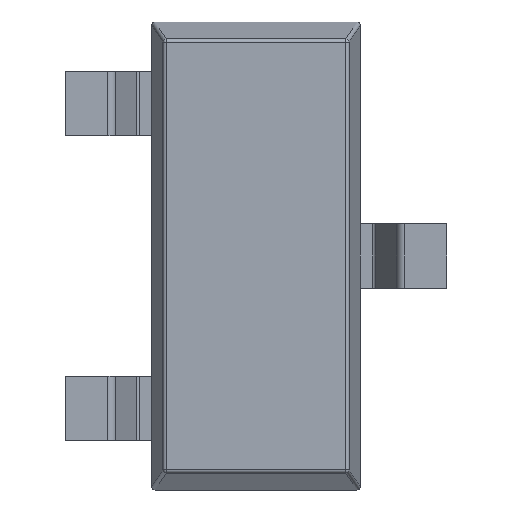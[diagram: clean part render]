
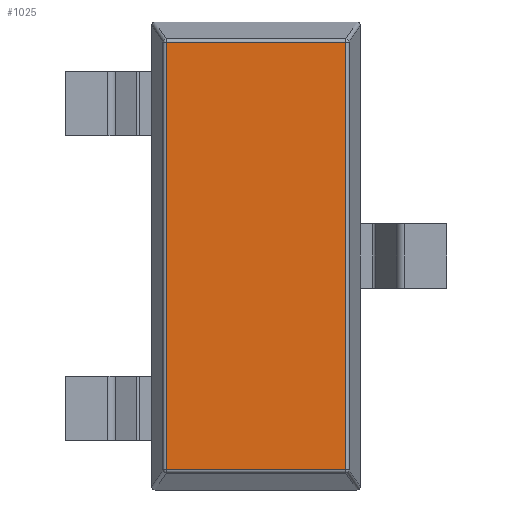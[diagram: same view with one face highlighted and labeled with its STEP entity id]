
A CAD part, front view. The second image highlights one B-rep face of the part: STEP entity #1025.
In plain terms, the highlighted planar face has unit normal (0, -1, 0).
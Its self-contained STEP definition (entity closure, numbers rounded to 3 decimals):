
#276 = DIRECTION ( 'NONE',  ( 0., 0., -1. ) ) ;
#282 = FACE_OUTER_BOUND ( 'NONE', #2213, .T. ) ;
#415 = CARTESIAN_POINT ( 'NONE',  ( 0.561, -0.48, 1.335 ) ) ;
#508 = LINE ( 'NONE', #727, #2579 ) ;
#563 = ORIENTED_EDGE ( 'NONE', *, *, #1251, .T. ) ;
#616 = VERTEX_POINT ( 'NONE', #1797 ) ;
#727 = CARTESIAN_POINT ( 'NONE',  ( -0.561, -0.48, 1.46 ) ) ;
#737 = CARTESIAN_POINT ( 'NONE',  ( 0.561, -0.48, -1.335 ) ) ;
#983 = LINE ( 'NONE', #1464, #2266 ) ;
#995 = LINE ( 'NONE', #1261, #1734 ) ;
#1002 = DIRECTION ( 'NONE',  ( -1., 0., 0. ) ) ;
#1025 = ADVANCED_FACE ( 'NONE', ( #282 ), #1760, .F. ) ;
#1206 = EDGE_CURVE ( 'NONE', #616, #2114, #508, .T. ) ;
#1251 = EDGE_CURVE ( 'NONE', #1435, #616, #983, .T. ) ;
#1261 = CARTESIAN_POINT ( 'NONE',  ( 0.578, -0.48, -1.335 ) ) ;
#1435 = VERTEX_POINT ( 'NONE', #415 ) ;
#1440 = DIRECTION ( 'NONE',  ( 1., 0., 0. ) ) ;
#1450 = EDGE_CURVE ( 'NONE', #2114, #2025, #995, .T. ) ;
#1464 = CARTESIAN_POINT ( 'NONE',  ( 0.578, -0.48, 1.335 ) ) ;
#1539 = ORIENTED_EDGE ( 'NONE', *, *, #1206, .T. ) ;
#1690 = EDGE_CURVE ( 'NONE', #2025, #1435, #2304, .T. ) ;
#1714 = ORIENTED_EDGE ( 'NONE', *, *, #1690, .T. ) ;
#1734 = VECTOR ( 'NONE', #1440, 1000. ) ;
#1760 = PLANE ( 'NONE',  #3232 ) ;
#1797 = CARTESIAN_POINT ( 'NONE',  ( -0.561, -0.48, 1.335 ) ) ;
#2008 = DIRECTION ( 'NONE',  ( 0., 1., 0. ) ) ;
#2018 = CARTESIAN_POINT ( 'NONE',  ( 0.561, -0.48, 1.46 ) ) ;
#2025 = VERTEX_POINT ( 'NONE', #737 ) ;
#2114 = VERTEX_POINT ( 'NONE', #2754 ) ;
#2213 = EDGE_LOOP ( 'NONE', ( #1714, #563, #1539, #2581 ) ) ;
#2266 = VECTOR ( 'NONE', #1002, 1000. ) ;
#2304 = LINE ( 'NONE', #2018, #2797 ) ;
#2565 = DIRECTION ( 'NONE',  ( 0., 0., 1. ) ) ;
#2579 = VECTOR ( 'NONE', #276, 1000. ) ;
#2581 = ORIENTED_EDGE ( 'NONE', *, *, #1450, .T. ) ;
#2754 = CARTESIAN_POINT ( 'NONE',  ( -0.561, -0.48, -1.335 ) ) ;
#2797 = VECTOR ( 'NONE', #2565, 1000. ) ;
#2987 = CARTESIAN_POINT ( 'NONE',  ( 0.578, -0.48, 1.46 ) ) ;
#3006 = DIRECTION ( 'NONE',  ( 0., 0., 1. ) ) ;
#3232 = AXIS2_PLACEMENT_3D ( 'NONE', #2987, #2008, #3006 ) ;
